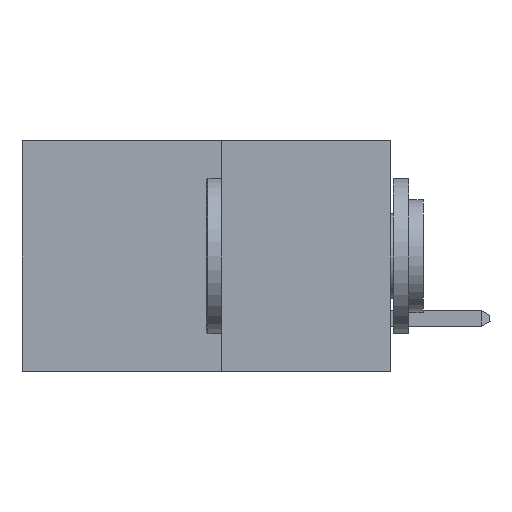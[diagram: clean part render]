
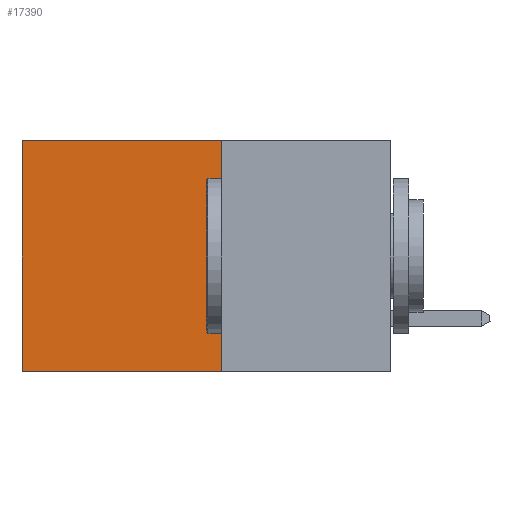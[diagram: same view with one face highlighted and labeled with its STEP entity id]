
A CAD part, left-side view. The second image highlights one B-rep face of the part: STEP entity #17390.
In plain terms, the highlighted planar face has unit normal (-1, 0, 0).
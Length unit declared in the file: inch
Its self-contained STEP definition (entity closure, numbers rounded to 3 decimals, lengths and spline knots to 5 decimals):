
#30 = FACE_OUTER_BOUND ( 'NONE', #19664, .T. ) ;
#1257 = LINE ( 'NONE', #8303, #6443 ) ;
#1455 = LINE ( 'NONE', #17353, #20983 ) ;
#1954 = ORIENTED_EDGE ( 'NONE', *, *, #10437, .F. ) ;
#2504 = CARTESIAN_POINT ( 'NONE',  ( 0.277, 0.27, -0.37 ) ) ;
#3733 = DIRECTION ( 'NONE',  ( 0., 1., 0. ) ) ;
#4459 = DIRECTION ( 'NONE',  ( 1., 0., 0. ) ) ;
#4502 = CARTESIAN_POINT ( 'NONE',  ( 0.277, 0.59, -0.37 ) ) ;
#5276 = CARTESIAN_POINT ( 'NONE',  ( 0.277, 0.59, 0. ) ) ;
#6443 = VECTOR ( 'NONE', #23885, 39.37008 ) ;
#7333 = CARTESIAN_POINT ( 'NONE',  ( 0.277, 0.59, -0.37 ) ) ;
#8269 = VERTEX_POINT ( 'NONE', #19529 ) ;
#8303 = CARTESIAN_POINT ( 'NONE',  ( 0.277, 0.27, -0.37 ) ) ;
#8765 = EDGE_CURVE ( 'NONE', #13964, #19382, #23630, .T. ) ;
#9398 = DIRECTION ( 'NONE',  ( 0., 0., -1. ) ) ;
#9763 = VECTOR ( 'NONE', #11282, 39.37008 ) ;
#10437 = EDGE_CURVE ( 'NONE', #8269, #15864, #1257, .T. ) ;
#11282 = DIRECTION ( 'NONE',  ( 0., 1., 0. ) ) ;
#11983 = ORIENTED_EDGE ( 'NONE', *, *, #21596, .T. ) ;
#13202 = CARTESIAN_POINT ( 'NONE',  ( 0.277, 0.27, -0.37 ) ) ;
#13329 = VECTOR ( 'NONE', #9398, 39.37008 ) ;
#13964 = VERTEX_POINT ( 'NONE', #5276 ) ;
#15417 = ORIENTED_EDGE ( 'NONE', *, *, #21714, .F. ) ;
#15864 = VERTEX_POINT ( 'NONE', #13202 ) ;
#16161 = PLANE ( 'NONE',  #17344 ) ;
#17344 = AXIS2_PLACEMENT_3D ( 'NONE', #2504, #4459, #18089 ) ;
#17353 = CARTESIAN_POINT ( 'NONE',  ( 0.277, 0.27, -0.37 ) ) ;
#17390 = ADVANCED_FACE ( 'NONE', ( #30 ), #16161, .F. ) ;
#18089 = DIRECTION ( 'NONE',  ( 0., 0., -1. ) ) ;
#19100 = ORIENTED_EDGE ( 'NONE', *, *, #8765, .T. ) ;
#19382 = VERTEX_POINT ( 'NONE', #4502 ) ;
#19529 = CARTESIAN_POINT ( 'NONE',  ( 0.277, 0.27, 0. ) ) ;
#19664 = EDGE_LOOP ( 'NONE', ( #19100, #15417, #1954, #11983 ) ) ;
#20983 = VECTOR ( 'NONE', #3733, 39.37008 ) ;
#21596 = EDGE_CURVE ( 'NONE', #8269, #13964, #24664, .T. ) ;
#21714 = EDGE_CURVE ( 'NONE', #15864, #19382, #1455, .T. ) ;
#22921 = CARTESIAN_POINT ( 'NONE',  ( 0.277, 0.27, 0. ) ) ;
#23630 = LINE ( 'NONE', #7333, #13329 ) ;
#23885 = DIRECTION ( 'NONE',  ( 0., 0., -1. ) ) ;
#24664 = LINE ( 'NONE', #22921, #9763 ) ;
